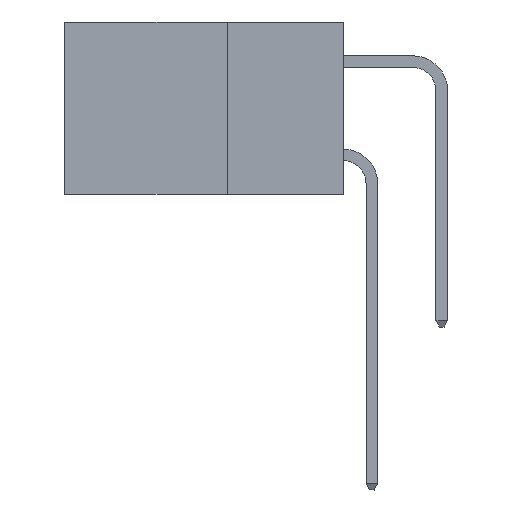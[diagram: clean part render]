
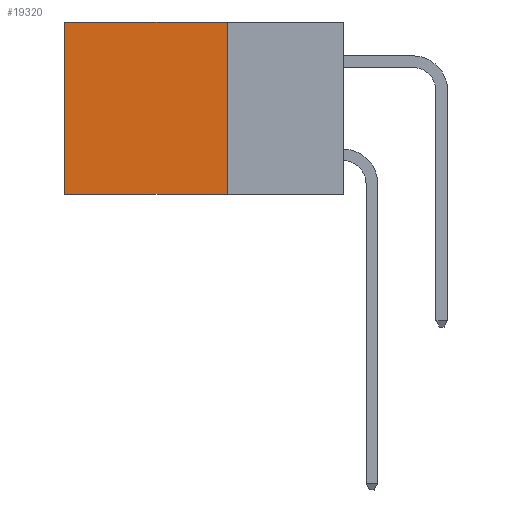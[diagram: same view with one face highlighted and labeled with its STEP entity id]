
A CAD part, left-side view. The second image highlights one B-rep face of the part: STEP entity #19320.
In plain terms, the highlighted planar face has unit normal (-1, 0, 0).
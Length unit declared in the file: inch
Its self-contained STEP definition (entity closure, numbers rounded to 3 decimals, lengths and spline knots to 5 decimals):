
#285 = LINE ( 'NONE', #10100, #13829 ) ;
#419 = FACE_OUTER_BOUND ( 'NONE', #16495, .T. ) ;
#2486 = CARTESIAN_POINT ( 'NONE',  ( 0.298, 0.25, 0. ) ) ;
#2987 = EDGE_CURVE ( 'NONE', #13372, #10286, #285, .T. ) ;
#5668 = LINE ( 'NONE', #17241, #10966 ) ;
#5757 = AXIS2_PLACEMENT_3D ( 'NONE', #8735, #7120, #18985 ) ;
#5779 = CARTESIAN_POINT ( 'NONE',  ( 0.298, 0.6, 0. ) ) ;
#6632 = DIRECTION ( 'NONE',  ( 0., 0., -1. ) ) ;
#6973 = VERTEX_POINT ( 'NONE', #18645 ) ;
#7120 = DIRECTION ( 'NONE',  ( 1., 0., 0. ) ) ;
#7813 = VECTOR ( 'NONE', #16874, 39.37008 ) ;
#8735 = CARTESIAN_POINT ( 'NONE',  ( 0.298, 0.25, 0. ) ) ;
#9644 = LINE ( 'NONE', #5779, #17893 ) ;
#10100 = CARTESIAN_POINT ( 'NONE',  ( 0.298, 0.25, 0. ) ) ;
#10286 = VERTEX_POINT ( 'NONE', #20605 ) ;
#10391 = ORIENTED_EDGE ( 'NONE', *, *, #2987, .F. ) ;
#10827 = DIRECTION ( 'NONE',  ( 0., 0., -1. ) ) ;
#10966 = VECTOR ( 'NONE', #13978, 39.37008 ) ;
#11792 = ORIENTED_EDGE ( 'NONE', *, *, #14871, .T. ) ;
#13372 = VERTEX_POINT ( 'NONE', #16323 ) ;
#13829 = VECTOR ( 'NONE', #6632, 39.37008 ) ;
#13978 = DIRECTION ( 'NONE',  ( 0., 1., 0. ) ) ;
#14871 = EDGE_CURVE ( 'NONE', #6973, #17812, #9644, .T. ) ;
#15713 = EDGE_CURVE ( 'NONE', #13372, #6973, #21074, .T. ) ;
#16323 = CARTESIAN_POINT ( 'NONE',  ( 0.298, 0.25, 0. ) ) ;
#16495 = EDGE_LOOP ( 'NONE', ( #11792, #16993, #10391, #21612 ) ) ;
#16874 = DIRECTION ( 'NONE',  ( 0., 1., 0. ) ) ;
#16993 = ORIENTED_EDGE ( 'NONE', *, *, #20849, .F. ) ;
#17241 = CARTESIAN_POINT ( 'NONE',  ( 0.298, 0.25, -0.37 ) ) ;
#17270 = PLANE ( 'NONE',  #5757 ) ;
#17812 = VERTEX_POINT ( 'NONE', #17869 ) ;
#17869 = CARTESIAN_POINT ( 'NONE',  ( 0.298, 0.6, -0.37 ) ) ;
#17893 = VECTOR ( 'NONE', #10827, 39.37008 ) ;
#18645 = CARTESIAN_POINT ( 'NONE',  ( 0.298, 0.6, 0. ) ) ;
#18985 = DIRECTION ( 'NONE',  ( 0., 0., -1. ) ) ;
#19320 = ADVANCED_FACE ( 'NONE', ( #419 ), #17270, .F. ) ;
#20605 = CARTESIAN_POINT ( 'NONE',  ( 0.298, 0.25, -0.37 ) ) ;
#20849 = EDGE_CURVE ( 'NONE', #10286, #17812, #5668, .T. ) ;
#21074 = LINE ( 'NONE', #2486, #7813 ) ;
#21612 = ORIENTED_EDGE ( 'NONE', *, *, #15713, .T. ) ;
